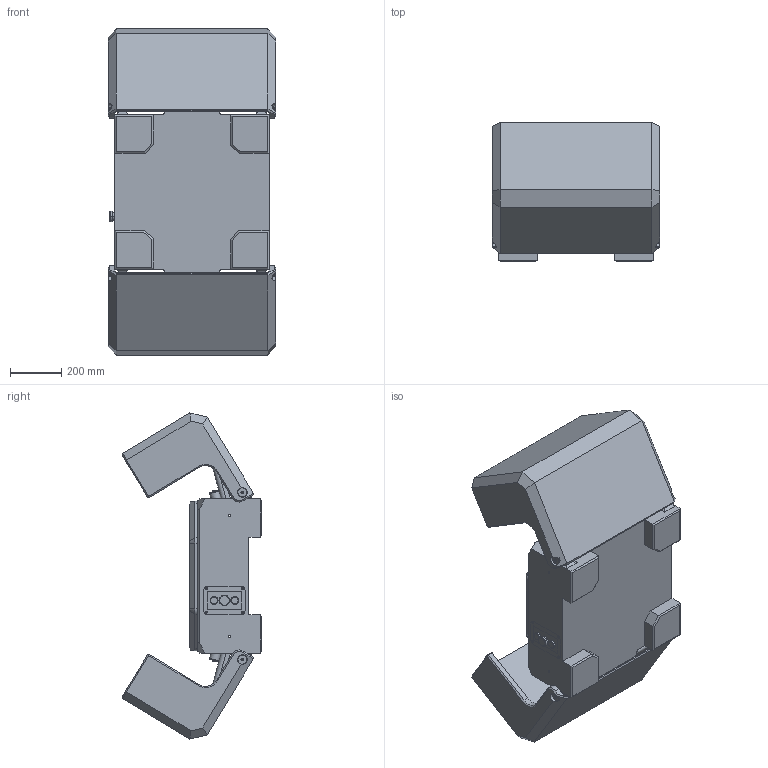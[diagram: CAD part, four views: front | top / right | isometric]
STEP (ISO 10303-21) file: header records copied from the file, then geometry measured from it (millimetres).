
FILE_DESCRIPTION (( 'STEP AP203' ), '1' );
FILE_NAME ('Dock Assembly.STEP', '2025-07-04T07:45:57', ( '' ), ( '' ), 'SwSTEP 2.0', 'SolidWorks 2023', '' );
FILE_SCHEMA (( 'CONFIG_CONTROL_DESIGN' ));
Length unit declared in the file: millimetre
Products named in the file (18): Linear Actuator_Default<As Machined>; M6 Lock nut.step; Actuator Assembly; Vector Ramp; m6 threaded rod; Actuator Rod; 5972K281_Ball Bearing_5972K281; Battery; socket head cap screw_am_B18.3.1M - 5 x 0.8 x 12 Hex SHCS -- 12NHX; 25mm Tube; Door Cover; socket button head cap screw_am_B18.3.4M - 4 x 0.7 x 6 SBHCS --N; Tube Stop; Control Panel; Dock Assembly; Doors; Base
Assembly tree (69 placements, depth 3):
  Dock Assembly
    Base
    Doors  x2
    5972K281_Ball Bearing_5972K281  x8
    socket button head cap screw_am_B18.3.4M - 4 x 0.7 x 6 SBHCS --N  x32
    25mm Tube  x2
    Tube Stop  x4
    m6 threaded rod  x2
    M6 Lock nut.step  x4
    Actuator Assembly
      Linear Actuator_Default<As Machined>
      Actuator Rod
    Actuator Assembly
      Linear Actuator_Default<As Machined>
      Actuator Rod
    Door Cover
    socket head cap screw_am_B18.3.1M - 5 x 0.8 x 12 Hex SHCS -- 12NHX  x4
    Battery
    Control Panel
    Vector Ramp
Bounding box: 650 x 542.08 x 1267.42 mm (x, y, z)
Volume: 104792958.7 mm3; surface area: 5284774.7 mm2
Topology: 119 solids, 119 shells, 2777 faces, 6415 edges, 3926 vertices
Faces by surface type: plane 1227, cylinder 824, cone 286, torus 196, bspline 164, sphere 80
Entity records: 43678 total; most frequent: CARTESIAN_POINT 17046, DIRECTION 4880, ORIENTED_EDGE 4812, EDGE_CURVE 2406, AXIS2_PLACEMENT_3D 1846, VERTEX_POINT 1512, VECTOR 1188, LINE 1188
